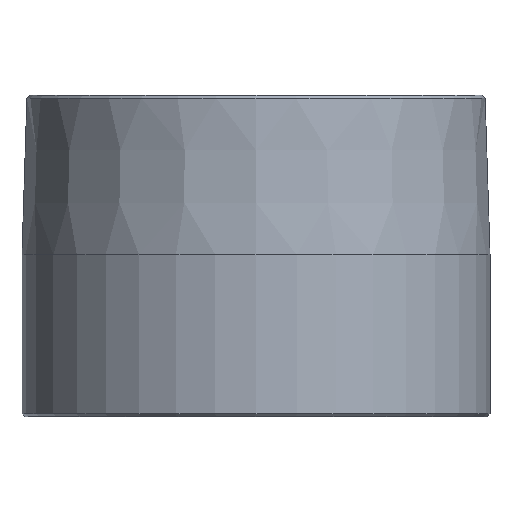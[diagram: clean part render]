
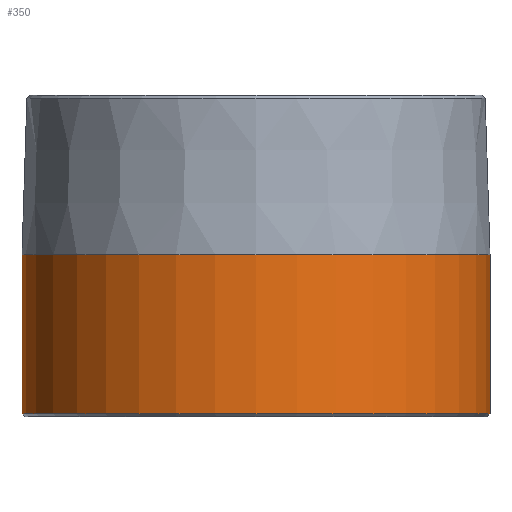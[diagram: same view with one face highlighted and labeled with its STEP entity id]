
A CAD part, front view. The second image highlights one B-rep face of the part: STEP entity #350.
In plain terms, the highlighted cylindrical face has radius 50.8 mm (diameter 101.6 mm), a partial arc.
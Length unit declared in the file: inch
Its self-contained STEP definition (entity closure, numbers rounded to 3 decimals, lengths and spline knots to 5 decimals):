
#18 = DIRECTION ( 'NONE',  ( 0., 0., 1. ) ) ;
#35 = VECTOR ( 'NONE', #446, 39.37008 ) ;
#47 = AXIS2_PLACEMENT_3D ( 'NONE', #168, #201, #237 ) ;
#50 = DIRECTION ( 'NONE',  ( -1., 0., 0. ) ) ;
#69 = LINE ( 'NONE', #451, #365 ) ;
#74 = EDGE_CURVE ( 'NONE', #466, #313, #325, .T. ) ;
#80 = ORIENTED_EDGE ( 'NONE', *, *, #74, .T. ) ;
#82 = AXIS2_PLACEMENT_3D ( 'NONE', #87, #131, #50 ) ;
#87 = CARTESIAN_POINT ( 'NONE',  ( 0., 0., 2.75 ) ) ;
#95 = CARTESIAN_POINT ( 'NONE',  ( -2., 0., 2.75 ) ) ;
#96 = EDGE_CURVE ( 'NONE', #160, #498, #69, .T. ) ;
#97 = CARTESIAN_POINT ( 'NONE',  ( 2., 0., 1.385 ) ) ;
#131 = DIRECTION ( 'NONE',  ( 0., 0., -1. ) ) ;
#133 = EDGE_LOOP ( 'NONE', ( #184, #311, #80, #289 ) ) ;
#141 = DIRECTION ( 'NONE',  ( 0., 0., -1. ) ) ;
#160 = VERTEX_POINT ( 'NONE', #97 ) ;
#163 = DIRECTION ( 'NONE',  ( 1., 0., 0. ) ) ;
#168 = CARTESIAN_POINT ( 'NONE',  ( 0., 0., 1.385 ) ) ;
#184 = ORIENTED_EDGE ( 'NONE', *, *, #96, .F. ) ;
#201 = DIRECTION ( 'NONE',  ( 0., 0., -1. ) ) ;
#207 = CARTESIAN_POINT ( 'NONE',  ( 0., 0., 0.025 ) ) ;
#234 = CIRCLE ( 'NONE', #47, 2. ) ;
#237 = DIRECTION ( 'NONE',  ( -1., 0., 0. ) ) ;
#289 = ORIENTED_EDGE ( 'NONE', *, *, #384, .T. ) ;
#300 = CARTESIAN_POINT ( 'NONE',  ( 2., 0., 0.025 ) ) ;
#311 = ORIENTED_EDGE ( 'NONE', *, *, #374, .T. ) ;
#313 = VERTEX_POINT ( 'NONE', #420 ) ;
#325 = LINE ( 'NONE', #95, #35 ) ;
#326 = CARTESIAN_POINT ( 'NONE',  ( -2., 0., 1.385 ) ) ;
#345 = AXIS2_PLACEMENT_3D ( 'NONE', #207, #18, #163 ) ;
#350 = ADVANCED_FACE ( 'NONE', ( #441 ), #392, .T. ) ;
#362 = CIRCLE ( 'NONE', #345, 2. ) ;
#365 = VECTOR ( 'NONE', #141, 39.37008 ) ;
#374 = EDGE_CURVE ( 'NONE', #160, #466, #234, .T. ) ;
#384 = EDGE_CURVE ( 'NONE', #313, #498, #362, .T. ) ;
#392 = CYLINDRICAL_SURFACE ( 'NONE', #82, 2. ) ;
#420 = CARTESIAN_POINT ( 'NONE',  ( -2., 0., 0.025 ) ) ;
#441 = FACE_OUTER_BOUND ( 'NONE', #133, .T. ) ;
#446 = DIRECTION ( 'NONE',  ( 0., 0., -1. ) ) ;
#451 = CARTESIAN_POINT ( 'NONE',  ( 2., 0., 2.75 ) ) ;
#466 = VERTEX_POINT ( 'NONE', #326 ) ;
#498 = VERTEX_POINT ( 'NONE', #300 ) ;
